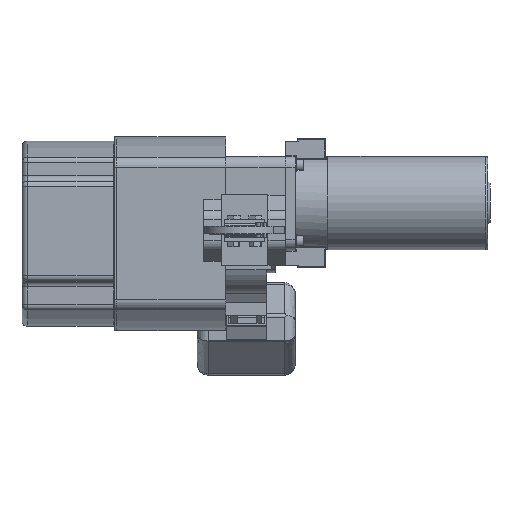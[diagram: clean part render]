
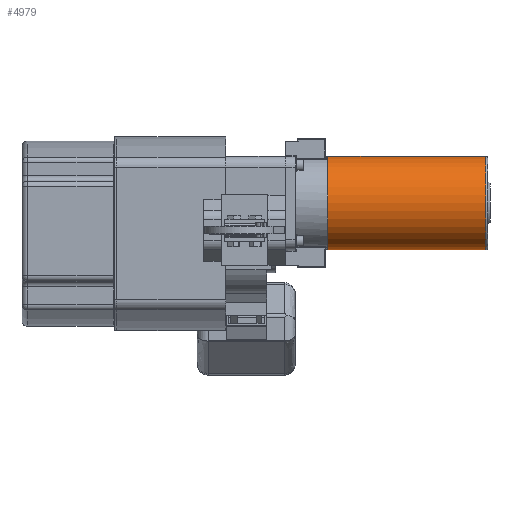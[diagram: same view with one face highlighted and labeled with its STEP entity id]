
A CAD part, top view. The second image highlights one B-rep face of the part: STEP entity #4979.
In plain terms, the highlighted cylindrical face has radius 43 mm (diameter 86 mm), a full revolution.
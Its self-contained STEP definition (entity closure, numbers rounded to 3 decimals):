
#4979=ADVANCED_FACE('',(#7599,#7600),#7601,.T.);
#7599=FACE_OUTER_BOUND('',#14563,.T.);
#7600=FACE_OUTER_BOUND('',#14564,.T.);
#7601=CYLINDRICAL_SURFACE('',#14565,43.);
#14563=EDGE_LOOP('',(#19735));
#14564=EDGE_LOOP('',(#19736));
#14565=AXIS2_PLACEMENT_3D('',#19737,#19738,#19739);
#19735=ORIENTED_EDGE('',*,*,#20855,.T.);
#19736=ORIENTED_EDGE('',*,*,#21181,.F.);
#19737=CARTESIAN_POINT('',(0.,0.,197.));
#19738=DIRECTION('',(0.,0.,-1.));
#19739=DIRECTION('',(-1.,0.,0.));
#20855=EDGE_CURVE('',#24447,#24447,#24448,.T.);
#21181=EDGE_CURVE('',#24978,#24978,#24979,.T.);
#24447=VERTEX_POINT('',#32991);
#24448=CIRCLE('',#32992,43.);
#24978=VERTEX_POINT('',#34661);
#24979=CIRCLE('',#34662,43.);
#32991=CARTESIAN_POINT('',(43.,0.,52.));
#32992=AXIS2_PLACEMENT_3D('',#41984,#41985,#41986);
#34661=CARTESIAN_POINT('',(43.,0.,197.));
#34662=AXIS2_PLACEMENT_3D('',#42352,#42353,#42354);
#41984=CARTESIAN_POINT('',(0.,0.,52.));
#41985=DIRECTION('',(0.,0.,1.));
#41986=DIRECTION('',(1.,0.,0.));
#42352=CARTESIAN_POINT('',(0.,0.,197.));
#42353=DIRECTION('',(0.,0.,1.));
#42354=DIRECTION('',(1.,0.,0.));
